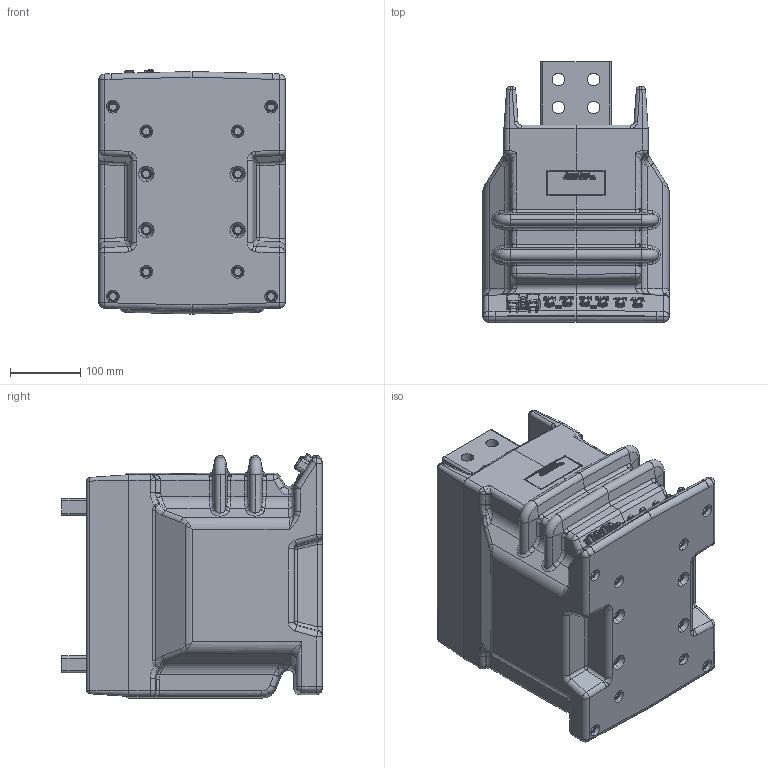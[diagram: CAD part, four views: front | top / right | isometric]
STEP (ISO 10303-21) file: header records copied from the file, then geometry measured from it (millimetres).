
FILE_DESCRIPTION (( 'STEP AP203' ), '1' );
FILE_NAME ('ﾒﾎﾋ-20-4 ﾂﾂ-1 3000 ﾀ.STEP', '2018-03-13T07:31:09', ( '' ), ( '' ), 'SwSTEP 2.0', 'SolidWorks 2010', '' );
FILE_SCHEMA (( 'CONFIG_CONTROL_DESIGN' ));
Products named in the file (1): ﾒﾎﾋ-20-4 ﾂﾂ-1 3000 ﾀ
Bounding box: 265 x 370 x 347.33 mm (x, y, z)
Surface area: 700668.2 mm2 (no closed solid volume)
Topology: 0 solids, 83 shells, 1116 faces, 4544 edges, 3388 vertices
Faces by surface type: plane 392, bspline 319, cylinder 280, cone 66, sphere 54, torus 5
Entity records: 71329 total; most frequent: CARTESIAN_POINT 38726, ORIENTED_EDGE 6641, DIRECTION 5336, EDGE_CURVE 4508, VERTEX_POINT 3388, VECTOR 2160, LINE 2160, AXIS2_PLACEMENT_3D 1588
